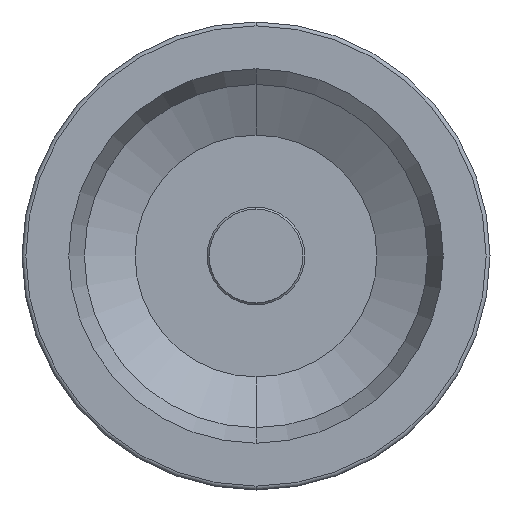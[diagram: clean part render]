
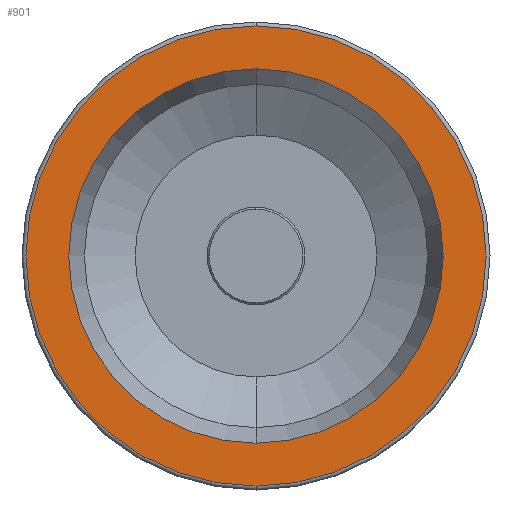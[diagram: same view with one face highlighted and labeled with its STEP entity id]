
A CAD part, front view. The second image highlights one B-rep face of the part: STEP entity #901.
In plain terms, the highlighted planar face has unit normal (0, -1, 0).
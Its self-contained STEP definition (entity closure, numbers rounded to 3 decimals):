
#320 = CARTESIAN_POINT ( 'NONE',  ( 0., 0., 0. ) ) ;
#373 = CARTESIAN_POINT ( 'NONE',  ( 0., 0., 29.5 ) ) ;
#379 = CARTESIAN_POINT ( 'NONE',  ( 0., 0., -29.5 ) ) ;
#380 = DIRECTION ( 'NONE',  ( 0., 0., -1. ) ) ;
#381 = DIRECTION ( 'NONE',  ( 0., -1., 0. ) ) ;
#382 = AXIS2_PLACEMENT_3D ( 'NONE', #320, #381, #380 ) ;
#383 = CIRCLE ( 'NONE', #382, 29.5 ) ;
#868 = EDGE_CURVE ( 'NONE', #983, #980, #1264, .T. ) ;
#870 = ORIENTED_EDGE ( 'NONE', *, *, #1051, .T. ) ;
#871 = ORIENTED_EDGE ( 'NONE', *, *, #868, .T. ) ;
#872 = EDGE_CURVE ( 'NONE', #2192, #2188, #1256, .T. ) ;
#873 = ORIENTED_EDGE ( 'NONE', *, *, #872, .T. ) ;
#884 = EDGE_LOOP ( 'NONE', ( #870, #871 ) ) ;
#895 = ORIENTED_EDGE ( 'NONE', *, *, #2187, .T. ) ;
#901 = ADVANCED_FACE ( 'NONE', ( #1283, #1282 ), #1373, .T. ) ;
#902 = EDGE_LOOP ( 'NONE', ( #895, #873 ) ) ;
#980 = VERTEX_POINT ( 'NONE', #1398 ) ;
#983 = VERTEX_POINT ( 'NONE', #1397 ) ;
#1051 = EDGE_CURVE ( 'NONE', #980, #983, #1671, .T. ) ;
#1226 = DIRECTION ( 'NONE',  ( 0., 0., 1. ) ) ;
#1227 = DIRECTION ( 'NONE',  ( 0., 1., 0. ) ) ;
#1228 = CARTESIAN_POINT ( 'NONE',  ( 0., 0., 0. ) ) ;
#1229 = AXIS2_PLACEMENT_3D ( 'NONE', #1228, #1227, #1226 ) ;
#1253 = DIRECTION ( 'NONE',  ( 0., 0., -1. ) ) ;
#1254 = DIRECTION ( 'NONE',  ( 0., -1., 0. ) ) ;
#1255 = AXIS2_PLACEMENT_3D ( 'NONE', #1262, #1254, #1253 ) ;
#1256 = CIRCLE ( 'NONE', #1255, 29.5 ) ;
#1262 = CARTESIAN_POINT ( 'NONE',  ( 0., 0., 0. ) ) ;
#1264 = CIRCLE ( 'NONE', #1229, 24. ) ;
#1282 = FACE_BOUND ( 'NONE', #884, .T. ) ;
#1283 = FACE_OUTER_BOUND ( 'NONE', #902, .T. ) ;
#1372 = AXIS2_PLACEMENT_3D ( 'NONE', #1443, #1442, #1441 ) ;
#1373 = PLANE ( 'NONE',  #1372 ) ;
#1397 = CARTESIAN_POINT ( 'NONE',  ( 0., 0., 24. ) ) ;
#1398 = CARTESIAN_POINT ( 'NONE',  ( 0., 0., -24. ) ) ;
#1441 = DIRECTION ( 'NONE',  ( 0., 0., -1. ) ) ;
#1442 = DIRECTION ( 'NONE',  ( 0., -1., 0. ) ) ;
#1443 = CARTESIAN_POINT ( 'NONE',  ( -30., 0., 0. ) ) ;
#1667 = DIRECTION ( 'NONE',  ( 0., 0., 1. ) ) ;
#1668 = DIRECTION ( 'NONE',  ( 0., 1., 0. ) ) ;
#1669 = CARTESIAN_POINT ( 'NONE',  ( 0., 0., 0. ) ) ;
#1670 = AXIS2_PLACEMENT_3D ( 'NONE', #1669, #1668, #1667 ) ;
#1671 = CIRCLE ( 'NONE', #1670, 24. ) ;
#2187 = EDGE_CURVE ( 'NONE', #2188, #2192, #383, .T. ) ;
#2188 = VERTEX_POINT ( 'NONE', #379 ) ;
#2192 = VERTEX_POINT ( 'NONE', #373 ) ;
